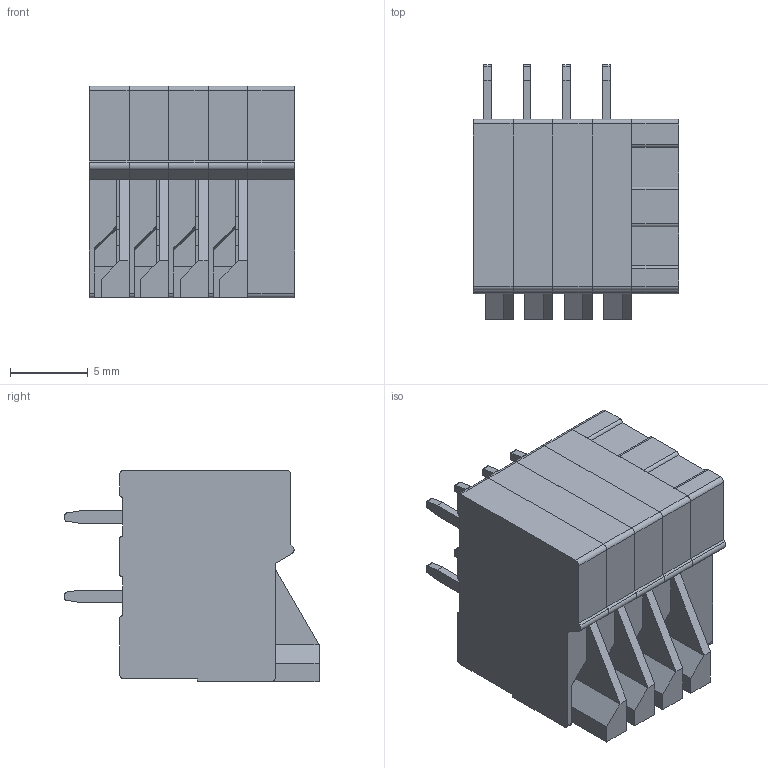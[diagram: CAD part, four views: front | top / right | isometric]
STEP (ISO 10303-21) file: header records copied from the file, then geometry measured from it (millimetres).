
FILE_DESCRIPTION( ( 'STEP AP214' ), '1' );
FILE_NAME( 'MX422-25404-20230220.stp', '2023-02-20T08:23:05', ( ' ' ), ( ' ' ), 'XStep 1.0', ' ', ' ' );
FILE_SCHEMA( ( 'CONFIG_CONTROL_DESIGN) ( )' ) );
Length unit declared in the file: metre
Products named in the file (1): 1
Bounding box: 13.16 x 16.3 x 13.6 mm (x, y, z)
Volume: 1697.1 mm3; surface area: 2548 mm2
Topology: 1 solids, 1 shells, 398 faces, 1141 edges, 754 vertices
Faces by surface type: plane 301, cylinder 93, cone 4
Entity records: 16215 total; most frequent: CARTESIAN_POINT 2462, ORIENTED_EDGE 2266, DIRECTION 2113, EDGE_CURVE 1133, LINE 927, VECTOR 927, VERTEX_POINT 750, AXIS2_PLACEMENT_3D 593
